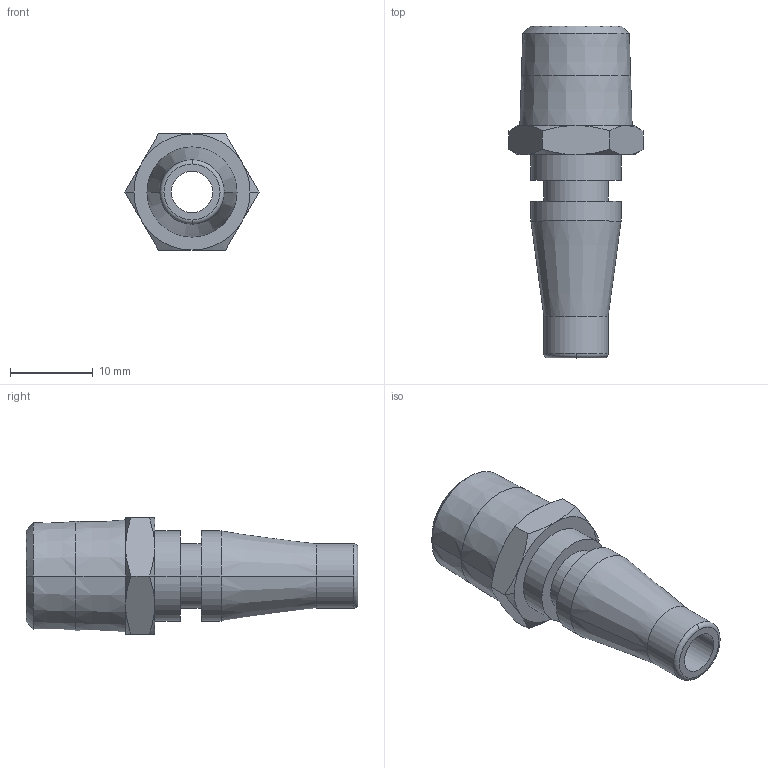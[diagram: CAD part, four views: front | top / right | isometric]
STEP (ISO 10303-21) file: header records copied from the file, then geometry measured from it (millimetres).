
FILE_DESCRIPTION(('STEP AP214'),'1');
FILE_NAME('esbi_14_nas.stp','2020-03-05T09:22:24',('TraceParts'),('TraceParts S.A.'),'Spatial InterOp 3D',' ',' ');
FILE_SCHEMA(('automotive_design'));
Length unit declared in the file: millimetre
Products named in the file (1): 1
Bounding box: 16.17 x 40 x 14 mm (x, y, z)
Volume: 3071.3 mm3; surface area: 2357.1 mm2
Topology: 1 solids, 1 shells, 52 faces, 111 edges, 67 vertices
Faces by surface type: cone 24, plane 14, cylinder 12, torus 2
Entity records: 1864 total; most frequent: CARTESIAN_POINT 327, DIRECTION 250, ORIENTED_EDGE 222, EDGE_CURVE 111, AXIS2_PLACEMENT_3D 110, VERTEX_POINT 67, EDGE_LOOP 60, CIRCLE 57
